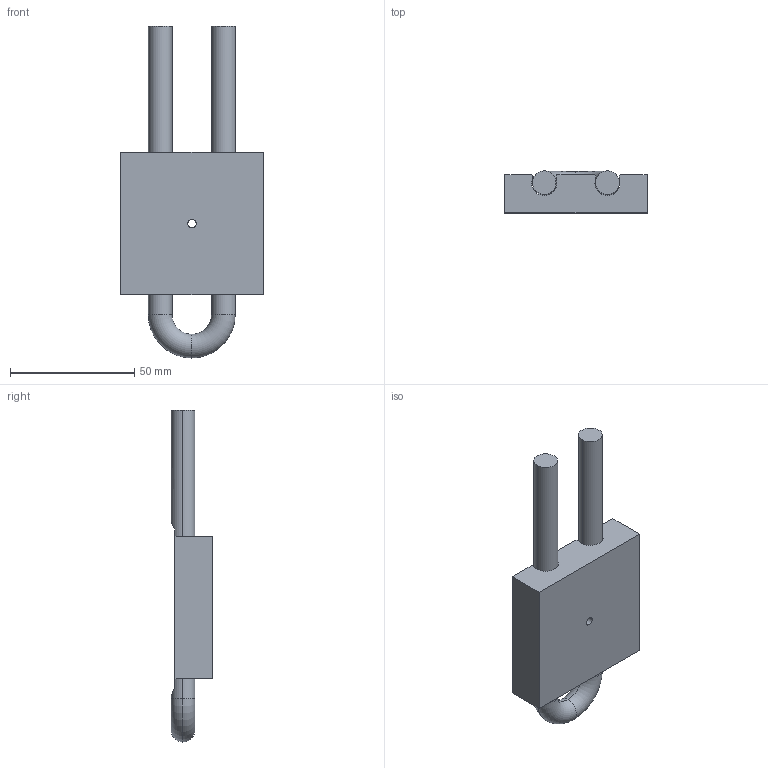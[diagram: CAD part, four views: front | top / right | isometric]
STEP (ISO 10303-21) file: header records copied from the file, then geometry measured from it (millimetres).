
FILE_DESCRIPTION (( 'STEP AP203' ), '1' );
FILE_NAME ('120455_rev1.STEP', '2016-04-18T19:32:57', ( 'krosswurm' ), ( '' ), 'SwSTEP 2.0', 'SolidWorks 2015', '' );
FILE_SCHEMA (( 'CONFIG_CONTROL_DESIGN' ));
Length unit declared in the file: inch
Products named in the file (3): 120455_rev1; 120364_2-25L_rev1; 120384_rev1
Assembly tree (2 placements, depth 2):
  120455_rev1
    120364_2-25L_rev1
    120384_rev1
Bounding box: 57.15 x 16.81 x 133.36 mm (x, y, z)
Volume: 59887.7 mm3; surface area: 19449.5 mm2
Topology: 2 solids, 2 shells, 40 faces, 96 edges, 62 vertices
Faces by surface type: plane 24, cylinder 12, torus 4
Entity records: 1477 total; most frequent: CARTESIAN_POINT 215, DIRECTION 212, ORIENTED_EDGE 192, EDGE_CURVE 96, AXIS2_PLACEMENT_3D 75, VERTEX_POINT 62, VECTOR 62, LINE 62
